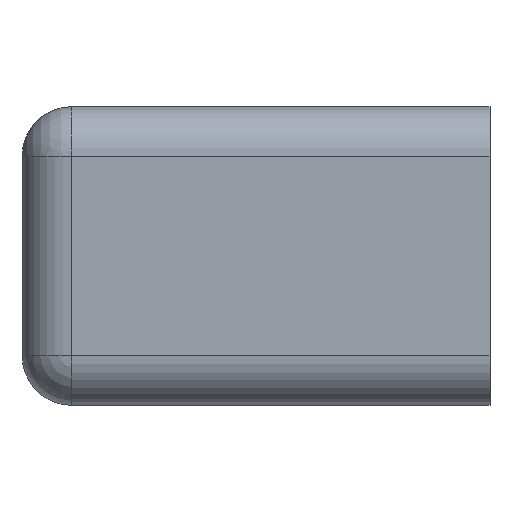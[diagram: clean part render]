
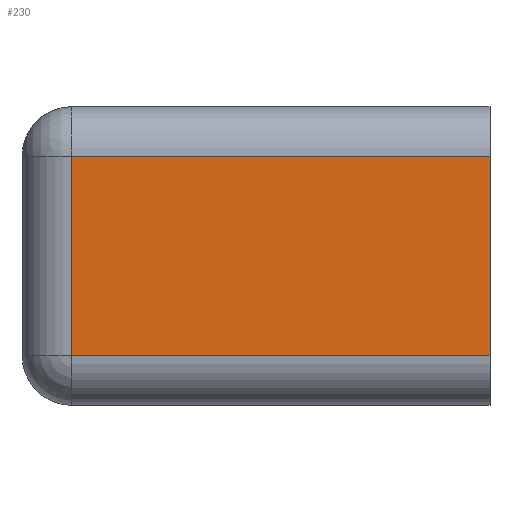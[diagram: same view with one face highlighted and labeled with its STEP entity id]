
A CAD part, left-side view. The second image highlights one B-rep face of the part: STEP entity #230.
In plain terms, the highlighted planar face has unit normal (-1, 0, 0).
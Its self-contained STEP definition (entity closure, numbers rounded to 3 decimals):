
#2 = VERTEX_POINT ( 'NONE', #305 ) ;
#3 = DIRECTION ( 'NONE',  ( 0., 1., 0. ) ) ;
#14 = VERTEX_POINT ( 'NONE', #546 ) ;
#63 = ORIENTED_EDGE ( 'NONE', *, *, #530, .T. ) ;
#107 = CARTESIAN_POINT ( 'NONE',  ( -2., 0., -8. ) ) ;
#126 = DIRECTION ( 'NONE',  ( 0., 0., -1. ) ) ;
#128 = CARTESIAN_POINT ( 'NONE',  ( -2., -5.8, 0. ) ) ;
#129 = EDGE_LOOP ( 'NONE', ( #63, #265, #604, #645 ) ) ;
#151 = FACE_OUTER_BOUND ( 'NONE', #129, .T. ) ;
#160 = LINE ( 'NONE', #107, #554 ) ;
#190 = VECTOR ( 'NONE', #3, 1000. ) ;
#220 = VERTEX_POINT ( 'NONE', #496 ) ;
#230 = ADVANCED_FACE ( 'NONE', ( #151 ), #337, .F. ) ;
#242 = DIRECTION ( 'NONE',  ( 0., 0., -1. ) ) ;
#253 = CARTESIAN_POINT ( 'NONE',  ( -2., 13., 0. ) ) ;
#265 = ORIENTED_EDGE ( 'NONE', *, *, #413, .T. ) ;
#305 = CARTESIAN_POINT ( 'NONE',  ( -2., 11., 0. ) ) ;
#306 = DIRECTION ( 'NONE',  ( 0., -1., 0. ) ) ;
#325 = VECTOR ( 'NONE', #126, 1000. ) ;
#337 = PLANE ( 'NONE',  #621 ) ;
#347 = EDGE_CURVE ( 'NONE', #520, #2, #461, .T. ) ;
#371 = LINE ( 'NONE', #478, #325 ) ;
#398 = VECTOR ( 'NONE', #573, 1000. ) ;
#413 = EDGE_CURVE ( 'NONE', #14, #220, #160, .T. ) ;
#461 = LINE ( 'NONE', #253, #190 ) ;
#478 = CARTESIAN_POINT ( 'NONE',  ( -2., 11., -10. ) ) ;
#496 = CARTESIAN_POINT ( 'NONE',  ( -2., -5.8, -8. ) ) ;
#501 = EDGE_CURVE ( 'NONE', #520, #220, #575, .T. ) ;
#520 = VERTEX_POINT ( 'NONE', #570 ) ;
#530 = EDGE_CURVE ( 'NONE', #2, #14, #371, .T. ) ;
#538 = CARTESIAN_POINT ( 'NONE',  ( -2., 0., 0. ) ) ;
#546 = CARTESIAN_POINT ( 'NONE',  ( -2., 11., -8. ) ) ;
#554 = VECTOR ( 'NONE', #306, 1000. ) ;
#570 = CARTESIAN_POINT ( 'NONE',  ( -2., -5.8, 0. ) ) ;
#573 = DIRECTION ( 'NONE',  ( 0., 0., -1. ) ) ;
#575 = LINE ( 'NONE', #128, #398 ) ;
#604 = ORIENTED_EDGE ( 'NONE', *, *, #501, .F. ) ;
#621 = AXIS2_PLACEMENT_3D ( 'NONE', #538, #646, #242 ) ;
#645 = ORIENTED_EDGE ( 'NONE', *, *, #347, .T. ) ;
#646 = DIRECTION ( 'NONE',  ( 1., 0., 0. ) ) ;
